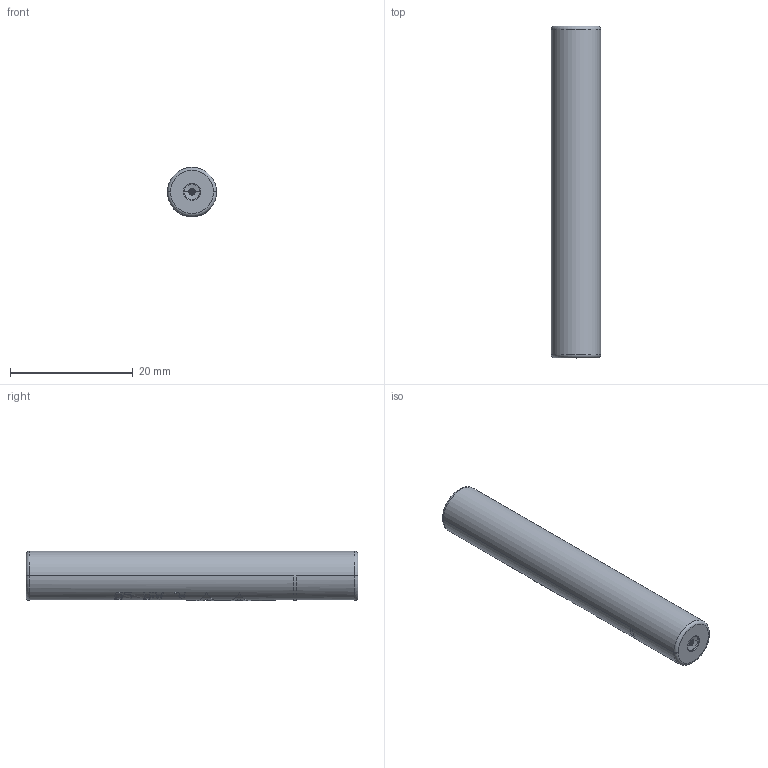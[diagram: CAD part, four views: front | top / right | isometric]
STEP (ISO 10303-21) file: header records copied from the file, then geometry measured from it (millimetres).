
FILE_DESCRIPTION((''),'2;1');
FILE_NAME('00111981402','2020-05-26T',('presta_be4'),(''),'CREO PARAMETRIC BY PTC INC, 2018360','CREO PARAMETRIC BY PTC INC, 2018360','');
FILE_SCHEMA(('CONFIG_CONTROL_DESIGN'));
Length unit declared in the file: millimetre
Products named in the file (1): 00111981402
Bounding box: 8 x 54 x 8.05 mm (x, y, z)
Volume: 2099.1 mm3; surface area: 2806.5 mm2
Topology: 2 solids, 3 shells, 737 faces, 1971 edges, 1286 vertices
Faces by surface type: plane 506, cylinder 141, torus 48, cone 30, bspline 12
Entity records: 24791 total; most frequent: CARTESIAN_POINT 7254, ORIENTED_EDGE 3942, DIRECTION 3233, EDGE_CURVE 1971, VERTEX_POINT 1286, AXIS2_PLACEMENT_3D 1209, VECTOR 815, LINE 815
